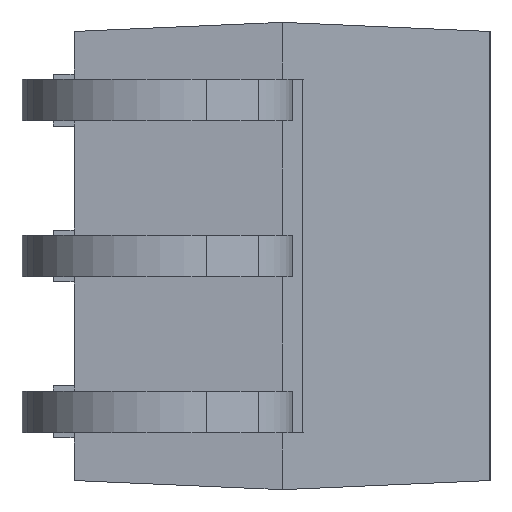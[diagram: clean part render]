
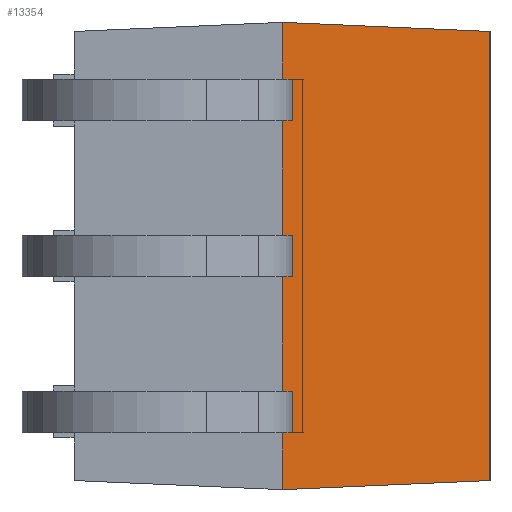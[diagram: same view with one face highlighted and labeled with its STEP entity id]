
A CAD part, left-side view. The second image highlights one B-rep face of the part: STEP entity #13354.
In plain terms, the highlighted planar face has unit normal (-0.999, -0.044, 0).
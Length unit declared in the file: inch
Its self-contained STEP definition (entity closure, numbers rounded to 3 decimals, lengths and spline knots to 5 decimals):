
#8188=CARTESIAN_POINT('',(-0.2705,-0.095,0.108));
#8189=VERTEX_POINT('',#8188);
#8196=CARTESIAN_POINT('',(-0.2705,-0.095,-0.108));
#8197=VERTEX_POINT('',#8196);
#8198=CARTESIAN_POINT('',(-0.2705,-0.095,0.108));
#8199=DIRECTION('',(0.0,0.0,-1.0));
#8200=VECTOR('',#8199,0.216);
#8201=LINE('',#8198,#8200);
#8202=EDGE_CURVE('',#8189,#8197,#8201,.T.);
#8542=CARTESIAN_POINT('',(-0.27465,0.0,-0.065));
#8543=VERTEX_POINT('',#8542);
#8544=CARTESIAN_POINT('',(-0.27465,0.0,-0.085));
#8545=VERTEX_POINT('',#8544);
#8546=CARTESIAN_POINT('',(-0.27465,0.0,-0.065));
#8547=DIRECTION('',(0.0,0.0,-1.0));
#8548=VECTOR('',#8547,0.02);
#8549=LINE('',#8546,#8548);
#8550=EDGE_CURVE('',#8543,#8545,#8549,.T.);
#8582=CARTESIAN_POINT('',(-0.27487,0.005,-0.065));
#8583=VERTEX_POINT('',#8582);
#8584=CARTESIAN_POINT('',(-0.27487,0.005,-0.065));
#8585=DIRECTION('',(0.044,-0.999,0.0));
#8586=VECTOR('',#8585,0.005);
#8587=LINE('',#8584,#8586);
#8588=EDGE_CURVE('',#8583,#8543,#8587,.T.);
#8754=CARTESIAN_POINT('',(-0.27487,0.005,-0.085));
#8755=VERTEX_POINT('',#8754);
#8756=CARTESIAN_POINT('',(-0.27465,0.,-0.085));
#8757=DIRECTION('',(-0.044,0.999,0.0));
#8758=VECTOR('',#8757,0.005);
#8759=LINE('',#8756,#8758);
#8760=EDGE_CURVE('',#8545,#8755,#8759,.T.);
#10222=CARTESIAN_POINT('',(-0.27466,0.00031,0.085));
#10223=VERTEX_POINT('',#10222);
#10224=CARTESIAN_POINT('',(-0.27466,0.00031,0.065));
#10225=VERTEX_POINT('',#10224);
#10226=CARTESIAN_POINT('',(-0.27466,0.00031,0.085));
#10227=DIRECTION('',(0.0,0.0,-1.0));
#10228=VECTOR('',#10227,0.02);
#10229=LINE('',#10226,#10228);
#10230=EDGE_CURVE('',#10223,#10225,#10229,.T.);
#10264=CARTESIAN_POINT('',(-0.27487,0.005,0.085));
#10265=VERTEX_POINT('',#10264);
#10266=CARTESIAN_POINT('',(-0.27487,0.005,0.085));
#10267=DIRECTION('',(0.044,-0.999,0.0));
#10268=VECTOR('',#10267,0.00469);
#10269=LINE('',#10266,#10268);
#10270=EDGE_CURVE('',#10265,#10223,#10269,.T.);
#10477=CARTESIAN_POINT('',(-0.27487,0.005,0.065));
#10478=VERTEX_POINT('',#10477);
#10479=CARTESIAN_POINT('',(-0.27466,0.00031,0.065));
#10480=DIRECTION('',(-0.044,0.999,0.0));
#10481=VECTOR('',#10480,0.00469);
#10482=LINE('',#10479,#10481);
#10483=EDGE_CURVE('',#10225,#10478,#10482,.T.);
#10852=CARTESIAN_POINT('',(-0.27465,0.0,0.01));
#10853=VERTEX_POINT('',#10852);
#10854=CARTESIAN_POINT('',(-0.27465,0.0,-0.01));
#10855=VERTEX_POINT('',#10854);
#10856=CARTESIAN_POINT('',(-0.27465,0.0,0.01));
#10857=DIRECTION('',(0.0,0.0,-1.0));
#10858=VECTOR('',#10857,0.02);
#10859=LINE('',#10856,#10858);
#10860=EDGE_CURVE('',#10853,#10855,#10859,.T.);
#10892=CARTESIAN_POINT('',(-0.27487,0.005,0.01));
#10893=VERTEX_POINT('',#10892);
#10894=CARTESIAN_POINT('',(-0.27487,0.005,0.01));
#10895=DIRECTION('',(0.044,-0.999,0.0));
#10896=VECTOR('',#10895,0.005);
#10897=LINE('',#10894,#10896);
#10898=EDGE_CURVE('',#10893,#10853,#10897,.T.);
#11088=CARTESIAN_POINT('',(-0.27487,0.005,-0.01));
#11089=VERTEX_POINT('',#11088);
#11090=CARTESIAN_POINT('',(-0.27465,0.,-0.01));
#11091=DIRECTION('',(-0.044,0.999,0.0));
#11092=VECTOR('',#11091,0.005);
#11093=LINE('',#11090,#11092);
#11094=EDGE_CURVE('',#10855,#11089,#11093,.T.);
#12045=CARTESIAN_POINT('',(-0.27487,0.005,-0.01));
#12046=DIRECTION('',(0.0,0.0,-1.0));
#12047=VECTOR('',#12046,0.055);
#12048=LINE('',#12045,#12047);
#12049=EDGE_CURVE('',#8583,#11089,#12048,.F.);
#12054=CARTESIAN_POINT('',(-0.27487,0.005,0.065));
#12055=DIRECTION('',(0.0,0.0,-1.0));
#12056=VECTOR('',#12055,0.055);
#12057=LINE('',#12054,#12056);
#12058=EDGE_CURVE('',#10893,#10478,#12057,.F.);
#12063=CARTESIAN_POINT('',(-0.27487,0.005,0.11237));
#12064=VERTEX_POINT('',#12063);
#12065=CARTESIAN_POINT('',(-0.27487,0.005,0.11237));
#12066=DIRECTION('',(0.0,0.0,-1.0));
#12067=VECTOR('',#12066,0.02737);
#12068=LINE('',#12065,#12067);
#12069=EDGE_CURVE('',#10265,#12064,#12068,.F.);
#12135=CARTESIAN_POINT('',(-0.27487,0.005,-0.11237));
#12136=VERTEX_POINT('',#12135);
#12143=CARTESIAN_POINT('',(-0.27487,0.005,-0.085));
#12144=DIRECTION('',(0.0,0.0,-1.0));
#12145=VECTOR('',#12144,0.02737);
#12146=LINE('',#12143,#12145);
#12147=EDGE_CURVE('',#12136,#8755,#12146,.F.);
#13267=CARTESIAN_POINT('',(-0.27487,0.005,0.11237));
#13268=DIRECTION('',(0.044,-0.998,-0.044));
#13269=VECTOR('',#13268,0.10019);
#13270=LINE('',#13267,#13269);
#13271=EDGE_CURVE('',#8189,#12064,#13270,.F.);
#13322=CARTESIAN_POINT('',(-0.27487,0.005,-0.11237));
#13323=DIRECTION('',(0.044,-0.998,0.044));
#13324=VECTOR('',#13323,0.10019);
#13325=LINE('',#13322,#13324);
#13326=EDGE_CURVE('',#12136,#8197,#13325,.T.);
#13331=CARTESIAN_POINT('',(-0.2705,-0.095,0.0));
#13332=DIRECTION('',(-0.999,-0.044,0.0));
#13333=DIRECTION('',(0.044,-0.999,0.0));
#13334=AXIS2_PLACEMENT_3D('',#13331,#13332,#13333);
#13335=PLANE('',#13334);
#13336=ORIENTED_EDGE('',*,*,#8760,.T.);
#13337=ORIENTED_EDGE('',*,*,#12147,.F.);
#13338=ORIENTED_EDGE('',*,*,#13326,.T.);
#13339=ORIENTED_EDGE('',*,*,#8202,.F.);
#13340=ORIENTED_EDGE('',*,*,#13271,.T.);
#13341=ORIENTED_EDGE('',*,*,#12069,.F.);
#13342=ORIENTED_EDGE('',*,*,#10270,.T.);
#13343=ORIENTED_EDGE('',*,*,#10230,.T.);
#13344=ORIENTED_EDGE('',*,*,#10483,.T.);
#13345=ORIENTED_EDGE('',*,*,#12058,.F.);
#13346=ORIENTED_EDGE('',*,*,#10898,.T.);
#13347=ORIENTED_EDGE('',*,*,#10860,.T.);
#13348=ORIENTED_EDGE('',*,*,#11094,.T.);
#13349=ORIENTED_EDGE('',*,*,#12049,.F.);
#13350=ORIENTED_EDGE('',*,*,#8588,.T.);
#13351=ORIENTED_EDGE('',*,*,#8550,.T.);
#13352=EDGE_LOOP('',(#13336,#13337,#13338,#13339,#13340,#13341,#13342,#13343,#13344,#13345,#13346,#13347,#13348,#13349,#13350,#13351));
#13353=FACE_OUTER_BOUND('',#13352,.T.);
#13354=ADVANCED_FACE('',(#13353),#13335,.T.);
